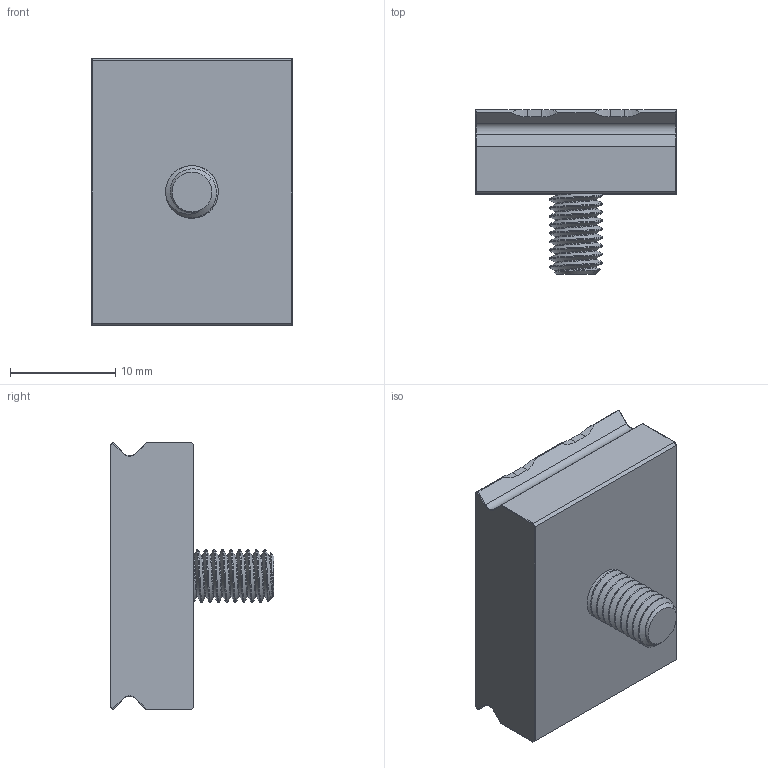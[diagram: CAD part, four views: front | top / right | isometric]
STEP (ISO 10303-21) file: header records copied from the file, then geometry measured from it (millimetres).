
FILE_DESCRIPTION (( 'STEP AP214' ), '1' );
FILE_NAME ('33100.STEP', '2024-11-05T18:32:07', ( '' ), ( '' ), 'SwSTEP 2.0', 'SolidWorks 2021', '' );
FILE_SCHEMA (( 'AUTOMOTIVE_DESIGN' ));
Length unit declared in the file: inch
Products named in the file (3): 321001_321001; 33100; M512MM LHCS_M512MMLHCS
Assembly tree (2 placements, depth 2):
  33100
    321001_321001
    M512MM LHCS_M512MMLHCS
Bounding box: 19.05 x 15.56 x 25.4 mm (x, y, z)
Volume: 3796.1 mm3; surface area: 2327.9 mm2
Topology: 2 solids, 2 shells, 135 faces, 339 edges, 211 vertices
Faces by surface type: cylinder 72, plane 39, cone 13, torus 6, bspline 3, sphere 2
Entity records: 6531 total; most frequent: CARTESIAN_POINT 3486, ORIENTED_EDGE 678, DIRECTION 560, EDGE_CURVE 339, VERTEX_POINT 211, AXIS2_PLACEMENT_3D 202, LINE 156, VECTOR 156
